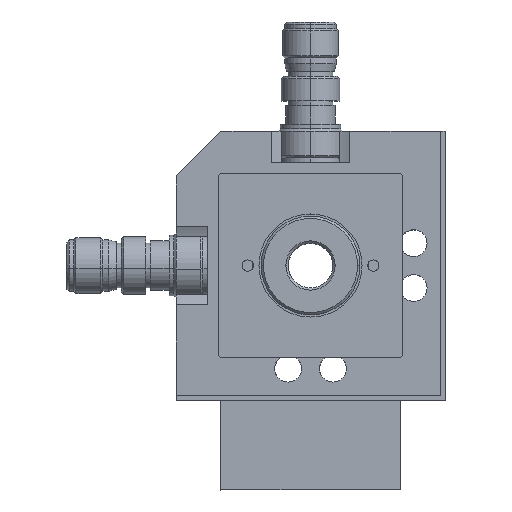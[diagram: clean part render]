
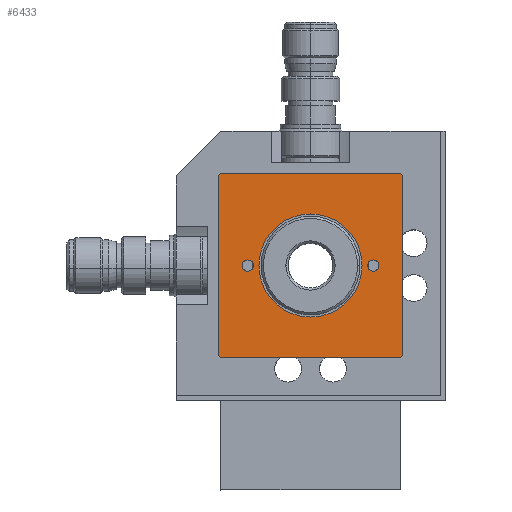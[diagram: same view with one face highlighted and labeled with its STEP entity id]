
A CAD part, top view. The second image highlights one B-rep face of the part: STEP entity #6433.
In plain terms, the highlighted planar face has unit normal (0, 0, 1).
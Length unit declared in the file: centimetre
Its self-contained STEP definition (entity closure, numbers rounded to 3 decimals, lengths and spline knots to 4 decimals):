
#253 = LINE ( 'NONE', #401, #398 ) ;
#392 = CARTESIAN_POINT ( 'NONE',  ( -2.0008, 2.95, 1.8693 ) ) ;
#396 = DIRECTION ( 'NONE',  ( 0., -1., 0. ) ) ;
#397 = CIRCLE ( 'NONE', #421, 0.125 ) ;
#398 = VECTOR ( 'NONE', #396, 100. ) ;
#401 = CARTESIAN_POINT ( 'NONE',  ( -2.0508, 2.95, 1.8693 ) ) ;
#418 = DIRECTION ( 'NONE',  ( 1., 0., 0. ) ) ;
#419 = DIRECTION ( 'NONE',  ( 0., 0., 1. ) ) ;
#420 = CARTESIAN_POINT ( 'NONE',  ( -1.4008, 5., 1.8696 ) ) ;
#421 = AXIS2_PLACEMENT_3D ( 'NONE', #420, #419, #418 ) ;
#3373 = AXIS2_PLACEMENT_3D ( 'NONE', #3503, #3501, #3500 ) ;
#3402 = DIRECTION ( 'NONE',  ( 1., 0., 0. ) ) ;
#3403 = DIRECTION ( 'NONE',  ( 0., 0., 1. ) ) ;
#3405 = CARTESIAN_POINT ( 'NONE',  ( -2.0508, 7., 1.8693 ) ) ;
#3433 = DIRECTION ( 'NONE',  ( 1., 0., 0. ) ) ;
#3434 = DIRECTION ( 'NONE',  ( 0., 0., 1. ) ) ;
#3435 = CARTESIAN_POINT ( 'NONE',  ( -1.4008, 5., 1.8696 ) ) ;
#3436 = CIRCLE ( 'NONE', #3439, 0.125 ) ;
#3439 = AXIS2_PLACEMENT_3D ( 'NONE', #3435, #3434, #3433 ) ;
#3443 = AXIS2_PLACEMENT_3D ( 'NONE', #3479, #3403, #3402 ) ;
#3472 = CARTESIAN_POINT ( 'NONE',  ( 1.9992, 7.05, 1.8711 ) ) ;
#3474 = DIRECTION ( 'NONE',  ( 0.707, 0.707, 0. ) ) ;
#3475 = VECTOR ( 'NONE', #3474, 100. ) ;
#3476 = CARTESIAN_POINT ( 'NONE',  ( 2.0492, 3., 1.8711 ) ) ;
#3477 = LINE ( 'NONE', #3476, #3475 ) ;
#3479 = CARTESIAN_POINT ( 'NONE',  ( -0.0008, 5., 1.8702 ) ) ;
#3500 = DIRECTION ( 'NONE',  ( 1., 0., 0. ) ) ;
#3501 = DIRECTION ( 'NONE',  ( 0., 0., 1. ) ) ;
#3503 = CARTESIAN_POINT ( 'NONE',  ( -0.0008, 5., 1.8702 ) ) ;
#3582 = CIRCLE ( 'NONE', #3373, 1.15 ) ;
#3596 = CIRCLE ( 'NONE', #3443, 1.15 ) ;
#3600 = CARTESIAN_POINT ( 'NONE',  ( 1.3992, 5., 1.8708 ) ) ;
#3613 = CIRCLE ( 'NONE', #3682, 0.125 ) ;
#3614 = DIRECTION ( 'NONE',  ( -0.707, 0.707, 0. ) ) ;
#3615 = VECTOR ( 'NONE', #3614, 100. ) ;
#3616 = CARTESIAN_POINT ( 'NONE',  ( 2.0492, 7., 1.8711 ) ) ;
#3617 = DIRECTION ( 'NONE',  ( 1., 0., 0. ) ) ;
#3618 = VECTOR ( 'NONE', #3617, 100. ) ;
#3619 = CARTESIAN_POINT ( 'NONE',  ( -2.0508, 2.95, 1.8693 ) ) ;
#3622 = CARTESIAN_POINT ( 'NONE',  ( 1.9992, 7.05, 1.8711 ) ) ;
#3623 = LINE ( 'NONE', #3622, #3615 ) ;
#3624 = LINE ( 'NONE', #3619, #3618 ) ;
#3630 = LINE ( 'NONE', #3715, #3714 ) ;
#3655 = CARTESIAN_POINT ( 'NONE',  ( 2.0492, 3., 1.8711 ) ) ;
#3657 = LINE ( 'NONE', #3765, #3764 ) ;
#3682 = AXIS2_PLACEMENT_3D ( 'NONE', #3600, #3774, #3773 ) ;
#3713 = DIRECTION ( 'NONE',  ( -1., 0., 0. ) ) ;
#3714 = VECTOR ( 'NONE', #3713, 100. ) ;
#3715 = CARTESIAN_POINT ( 'NONE',  ( -2.0508, 7.05, 1.8693 ) ) ;
#3717 = CARTESIAN_POINT ( 'NONE',  ( 1.3992, 5., 1.8708 ) ) ;
#3718 = CARTESIAN_POINT ( 'NONE',  ( -2.0008, 7.05, 1.8693 ) ) ;
#3720 = DIRECTION ( 'NONE',  ( -0.707, -0.707, 0. ) ) ;
#3764 = VECTOR ( 'NONE', #3720, 100. ) ;
#3765 = CARTESIAN_POINT ( 'NONE',  ( -2.0508, 7., 1.8693 ) ) ;
#3772 = LINE ( 'NONE', #3789, #3788 ) ;
#3773 = DIRECTION ( 'NONE',  ( 1., 0., 0. ) ) ;
#3774 = DIRECTION ( 'NONE',  ( 0., 0., 1. ) ) ;
#3779 = DIRECTION ( 'NONE',  ( 1., 0., 0. ) ) ;
#3780 = AXIS2_PLACEMENT_3D ( 'NONE', #3717, #3785, #3779 ) ;
#3781 = CIRCLE ( 'NONE', #3780, 0.125 ) ;
#3785 = DIRECTION ( 'NONE',  ( 0., 0., 1. ) ) ;
#3787 = DIRECTION ( 'NONE',  ( 0., 1., 0. ) ) ;
#3788 = VECTOR ( 'NONE', #3787, 100. ) ;
#3789 = CARTESIAN_POINT ( 'NONE',  ( 2.0492, 2.95, 1.8711 ) ) ;
#3835 = CARTESIAN_POINT ( 'NONE',  ( 1.2742, 5., 1.8708 ) ) ;
#3866 = CARTESIAN_POINT ( 'NONE',  ( -1.1508, 5., 1.8697 ) ) ;
#3889 = CARTESIAN_POINT ( 'NONE',  ( -1.2758, 5., 1.8697 ) ) ;
#3890 = CARTESIAN_POINT ( 'NONE',  ( -1.5258, 5., 1.8696 ) ) ;
#3932 = CARTESIAN_POINT ( 'NONE',  ( 1.5242, 5., 1.8709 ) ) ;
#3933 = CARTESIAN_POINT ( 'NONE',  ( 1.1492, 5., 1.8707 ) ) ;
#4029 = DIRECTION ( 'NONE',  ( -1., 0., 0. ) ) ;
#4030 = DIRECTION ( 'NONE',  ( 0., 0., -1. ) ) ;
#4031 = CARTESIAN_POINT ( 'NONE',  ( 2.0492, 7.05, 1.8711 ) ) ;
#4032 = AXIS2_PLACEMENT_3D ( 'NONE', #4031, #4030, #4029 ) ;
#4093 = FACE_BOUND ( 'NONE', #6431, .T. ) ;
#4094 = FACE_OUTER_BOUND ( 'NONE', #6494, .T. ) ;
#4095 = CARTESIAN_POINT ( 'NONE',  ( 1.9992, 2.95, 1.8711 ) ) ;
#4096 = FACE_BOUND ( 'NONE', #6463, .T. ) ;
#4103 = PLANE ( 'NONE',  #4032 ) ;
#4106 = FACE_BOUND ( 'NONE', #6432, .T. ) ;
#4113 = DIRECTION ( 'NONE',  ( 0.707, -0.707, 0. ) ) ;
#4114 = VECTOR ( 'NONE', #4113, 100. ) ;
#4115 = CARTESIAN_POINT ( 'NONE',  ( -2.0008, 2.95, 1.8693 ) ) ;
#4116 = LINE ( 'NONE', #4115, #4114 ) ;
#5325 = VERTEX_POINT ( 'NONE', #10047 ) ;
#6070 = EDGE_CURVE ( 'NONE', #6267, #6268, #3582, .T. ) ;
#6087 = EDGE_CURVE ( 'NONE', #6254, #6255, #3436, .T. ) ;
#6127 = EDGE_CURVE ( 'NONE', #6424, #6196, #3477, .T. ) ;
#6130 = EDGE_CURVE ( 'NONE', #6268, #6267, #3596, .T. ) ;
#6131 = VERTEX_POINT ( 'NONE', #3405 ) ;
#6134 = VERTEX_POINT ( 'NONE', #3472 ) ;
#6151 = EDGE_CURVE ( 'NONE', #6153, #6131, #3657, .T. ) ;
#6153 = VERTEX_POINT ( 'NONE', #3718 ) ;
#6181 = EDGE_CURVE ( 'NONE', #6271, #6304, #3781, .T. ) ;
#6186 = EDGE_CURVE ( 'NONE', #6304, #6271, #3613, .T. ) ;
#6192 = EDGE_CURVE ( 'NONE', #6196, #6211, #3772, .T. ) ;
#6196 = VERTEX_POINT ( 'NONE', #3655 ) ;
#6202 = EDGE_CURVE ( 'NONE', #6518, #6424, #3624, .T. ) ;
#6205 = EDGE_CURVE ( 'NONE', #6211, #6134, #3623, .T. ) ;
#6211 = VERTEX_POINT ( 'NONE', #3616 ) ;
#6244 = EDGE_CURVE ( 'NONE', #6134, #6153, #3630, .T. ) ;
#6254 = VERTEX_POINT ( 'NONE', #3890 ) ;
#6255 = VERTEX_POINT ( 'NONE', #3889 ) ;
#6267 = VERTEX_POINT ( 'NONE', #3866 ) ;
#6268 = VERTEX_POINT ( 'NONE', #3933 ) ;
#6271 = VERTEX_POINT ( 'NONE', #3932 ) ;
#6304 = VERTEX_POINT ( 'NONE', #3835 ) ;
#6368 = ORIENTED_EDGE ( 'NONE', *, *, #6511, .T. ) ;
#6424 = VERTEX_POINT ( 'NONE', #4095 ) ;
#6425 = ORIENTED_EDGE ( 'NONE', *, *, #6244, .T. ) ;
#6426 = ORIENTED_EDGE ( 'NONE', *, *, #6127, .T. ) ;
#6427 = ORIENTED_EDGE ( 'NONE', *, *, #6181, .F. ) ;
#6428 = ORIENTED_EDGE ( 'NONE', *, *, #6070, .F. ) ;
#6429 = ORIENTED_EDGE ( 'NONE', *, *, #6205, .T. ) ;
#6430 = ORIENTED_EDGE ( 'NONE', *, *, #6130, .F. ) ;
#6431 = EDGE_LOOP ( 'NONE', ( #6428, #6430 ) ) ;
#6432 = EDGE_LOOP ( 'NONE', ( #6435, #6437 ) ) ;
#6433 = ADVANCED_FACE ( 'NONE', ( #4106, #4094, #4093, #4096 ), #4103, .F. ) ;
#6434 = ORIENTED_EDGE ( 'NONE', *, *, #6192, .T. ) ;
#6435 = ORIENTED_EDGE ( 'NONE', *, *, #6087, .F. ) ;
#6437 = ORIENTED_EDGE ( 'NONE', *, *, #6515, .F. ) ;
#6438 = ORIENTED_EDGE ( 'NONE', *, *, #6202, .T. ) ;
#6439 = ORIENTED_EDGE ( 'NONE', *, *, #6456, .T. ) ;
#6456 = EDGE_CURVE ( 'NONE', #5325, #6518, #4116, .T. ) ;
#6459 = ORIENTED_EDGE ( 'NONE', *, *, #6151, .T. ) ;
#6460 = ORIENTED_EDGE ( 'NONE', *, *, #6186, .F. ) ;
#6463 = EDGE_LOOP ( 'NONE', ( #6460, #6427 ) ) ;
#6494 = EDGE_LOOP ( 'NONE', ( #6368, #6439, #6438, #6426, #6434, #6429, #6425, #6459 ) ) ;
#6511 = EDGE_CURVE ( 'NONE', #6131, #5325, #253, .T. ) ;
#6515 = EDGE_CURVE ( 'NONE', #6255, #6254, #397, .T. ) ;
#6518 = VERTEX_POINT ( 'NONE', #392 ) ;
#10047 = CARTESIAN_POINT ( 'NONE',  ( -2.0508, 3., 1.8693 ) ) ;
